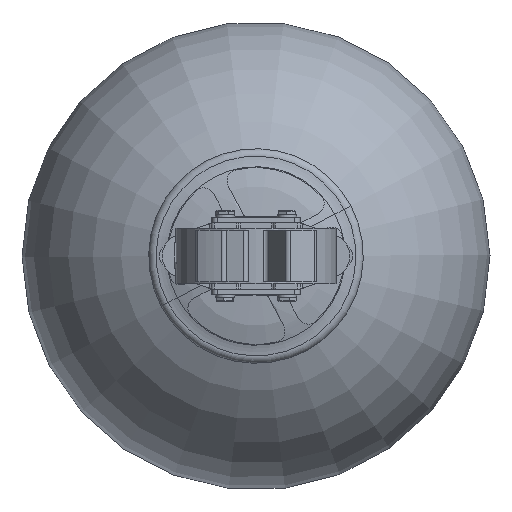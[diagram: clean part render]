
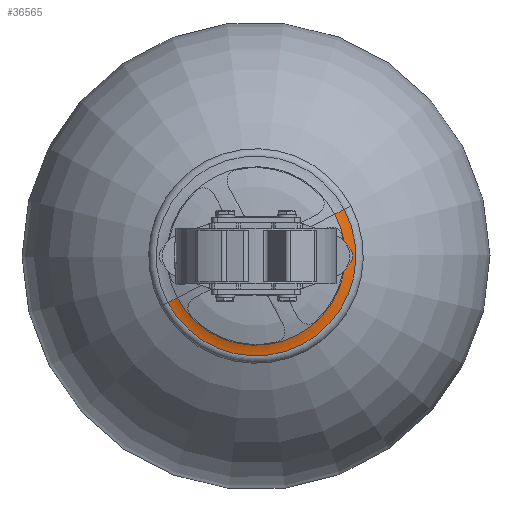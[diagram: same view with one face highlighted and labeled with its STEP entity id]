
A CAD part, front view. The second image highlights one B-rep face of the part: STEP entity #36565.
In plain terms, the highlighted toroidal (fillet/blend) face has major radius 96.618 mm and minor radius 45 mm.
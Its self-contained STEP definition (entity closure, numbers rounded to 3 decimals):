
#2076 = VERTEX_POINT ( 'NONE', #51521 ) ;
#6664 = EDGE_CURVE ( 'NONE', #2076, #63549, #44442, .T. ) ;
#7438 = CIRCLE ( 'NONE', #81385, 45. ) ;
#10804 = CARTESIAN_POINT ( 'NONE',  ( 79.976, 371.238, 42.357 ) ) ;
#14614 = DIRECTION ( 'NONE',  ( 0., 1., 0. ) ) ;
#15314 = EDGE_LOOP ( 'NONE', ( #74244, #37792, #39205, #70835 ) ) ;
#19287 = AXIS2_PLACEMENT_3D ( 'NONE', #34045, #14614, #20843 ) ;
#20843 = DIRECTION ( 'NONE',  ( 0.884, 0., 0.468 ) ) ;
#23141 = CIRCLE ( 'NONE', #33672, 45. ) ;
#23332 = CIRCLE ( 'NONE', #24616, 90.5 ) ;
#23722 = VERTEX_POINT ( 'NONE', #26283 ) ;
#24241 = DIRECTION ( 'NONE',  ( -0.884, 0., -0.468 ) ) ;
#24616 = AXIS2_PLACEMENT_3D ( 'NONE', #69625, #38584, #42085 ) ;
#25439 = CARTESIAN_POINT ( 'NONE',  ( -85.383, 326.656, -45.22 ) ) ;
#26215 = FACE_OUTER_BOUND ( 'NONE', #15314, .T. ) ;
#26283 = CARTESIAN_POINT ( 'NONE',  ( -79.976, 371.238, -42.357 ) ) ;
#27688 = CARTESIAN_POINT ( 'NONE',  ( 85.382, 326.656, 45.22 ) ) ;
#30837 = DIRECTION ( 'NONE',  ( 0.468, 0., -0.884 ) ) ;
#33672 = AXIS2_PLACEMENT_3D ( 'NONE', #27688, #60317, #73968 ) ;
#34045 = CARTESIAN_POINT ( 'NONE',  ( 0., 326.656, 0. ) ) ;
#35538 = CARTESIAN_POINT ( 'NONE',  ( -71.489, 368.82, -37.862 ) ) ;
#36565 = ADVANCED_FACE ( 'NONE', ( #26215 ), #69437, .F. ) ;
#37252 = EDGE_CURVE ( 'NONE', #67642, #23722, #23332, .T. ) ;
#37792 = ORIENTED_EDGE ( 'NONE', *, *, #37252, .F. ) ;
#38127 = CARTESIAN_POINT ( 'NONE',  ( 0., 368.82, 0. ) ) ;
#38584 = DIRECTION ( 'NONE',  ( 0., 1., 0. ) ) ;
#39205 = ORIENTED_EDGE ( 'NONE', *, *, #78380, .T. ) ;
#42085 = DIRECTION ( 'NONE',  ( 0.884, 0., 0.468 ) ) ;
#44442 = CIRCLE ( 'NONE', #76160, 80.897 ) ;
#45560 = DIRECTION ( 'NONE',  ( 0., 1., 0. ) ) ;
#51521 = CARTESIAN_POINT ( 'NONE',  ( 71.489, 368.82, 37.862 ) ) ;
#60317 = DIRECTION ( 'NONE',  ( -0.468, 0., 0.884 ) ) ;
#63549 = VERTEX_POINT ( 'NONE', #35538 ) ;
#67642 = VERTEX_POINT ( 'NONE', #10804 ) ;
#69437 = TOROIDAL_SURFACE ( 'NONE', #19287, 96.618, 45. ) ;
#69625 = CARTESIAN_POINT ( 'NONE',  ( 0., 371.238, 0. ) ) ;
#70835 = ORIENTED_EDGE ( 'NONE', *, *, #6664, .T. ) ;
#71502 = EDGE_CURVE ( 'NONE', #23722, #63549, #7438, .T. ) ;
#73968 = DIRECTION ( 'NONE',  ( 0.884, 0., 0.468 ) ) ;
#74244 = ORIENTED_EDGE ( 'NONE', *, *, #71502, .F. ) ;
#76160 = AXIS2_PLACEMENT_3D ( 'NONE', #38127, #45560, #77405 ) ;
#77405 = DIRECTION ( 'NONE',  ( 0.884, 0., 0.468 ) ) ;
#78380 = EDGE_CURVE ( 'NONE', #67642, #2076, #23141, .T. ) ;
#81385 = AXIS2_PLACEMENT_3D ( 'NONE', #25439, #30837, #24241 ) ;
